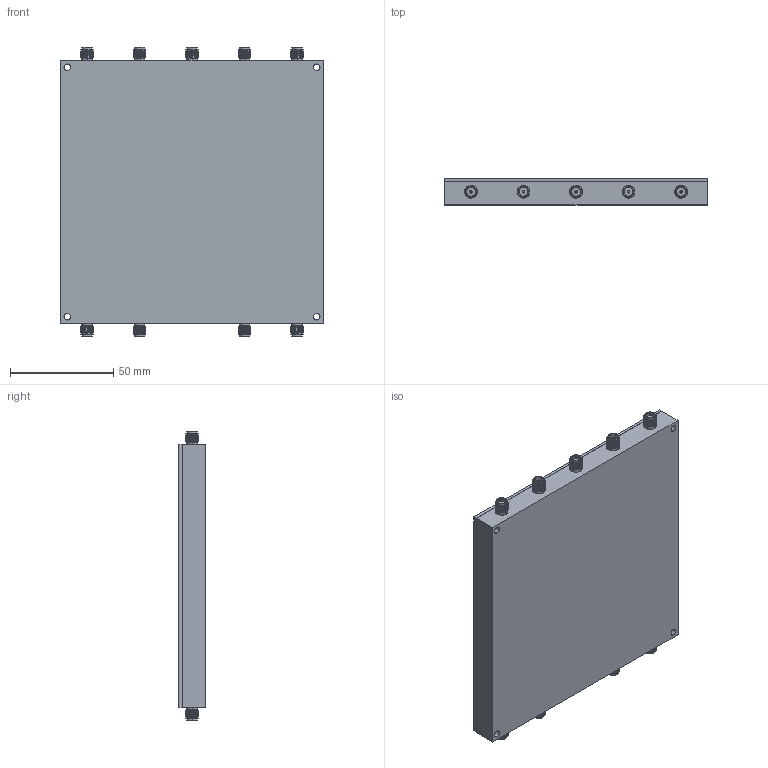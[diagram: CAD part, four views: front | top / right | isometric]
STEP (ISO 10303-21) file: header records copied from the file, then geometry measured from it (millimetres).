
FILE_DESCRIPTION (( 'STEP AP214' ), '1' );
FILE_NAME ('DMS 805_C.STEP', '2022-08-01T12:49:49', ( '' ), ( '' ), 'SwSTEP 2.0', 'SolidWorks 2021', '' );
FILE_SCHEMA (( 'AUTOMOTIVE_DESIGN' ));
Length unit declared in the file: inch
Products named in the file (1): DMS 805_C
Bounding box: 127 x 12.7 x 139.8 mm (x, y, z)
Volume: 128198.8 mm3; surface area: 79439.8 mm2
Topology: 29 solids, 29 shells, 1421 faces, 3429 edges, 2118 vertices
Faces by surface type: cylinder 705, plane 336, cone 324, bspline 56
Entity records: 55858 total; most frequent: CARTESIAN_POINT 10567, DIRECTION 7675, ORIENTED_EDGE 6858, EDGE_CURVE 3429, AXIS2_PLACEMENT_3D 3010, VERTEX_POINT 2118, LINE 1655, VECTOR 1655
